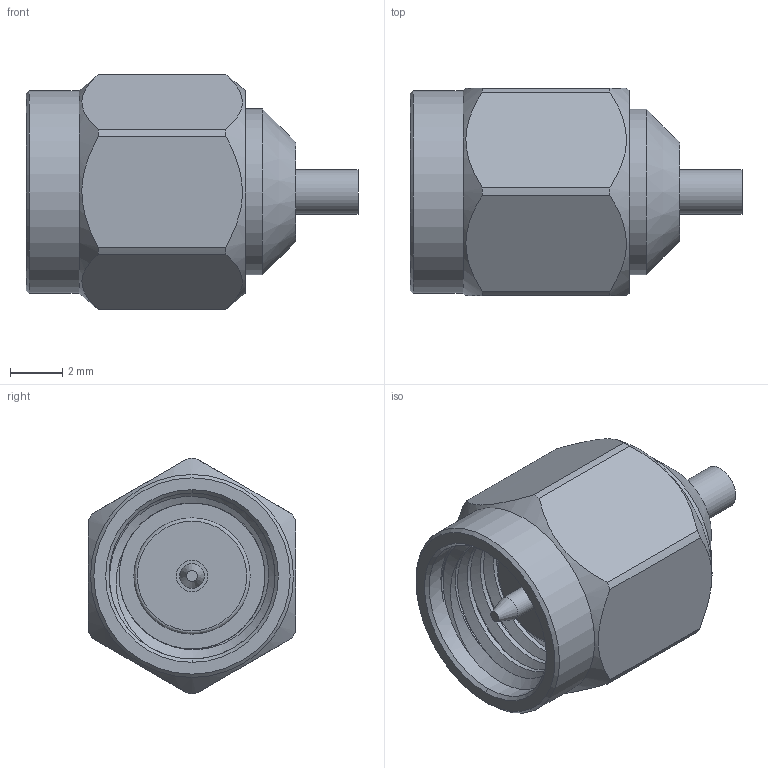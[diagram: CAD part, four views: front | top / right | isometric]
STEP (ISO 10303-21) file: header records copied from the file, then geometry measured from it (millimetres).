
FILE_DESCRIPTION (( 'STEP AP203' ), '1' );
FILE_NAME ('SMC034_3D.step', '2020-08-13T20:35:45', ( '' ), ( '' ), 'SwSTEP 2.0', 'SolidWorks 2018', '' );
FILE_SCHEMA (( 'CONFIG_CONTROL_DESIGN' ));
Length unit declared in the file: inch
Products named in the file (1): SMC034_3D
Bounding box: 12.7 x 7.94 x 8.99 mm (x, y, z)
Volume: 381.6 mm3; surface area: 538.1 mm2
Topology: 1 solids, 1 shells, 48 faces, 125 edges, 86 vertices
Faces by surface type: cylinder 20, plane 15, cone 9, bspline 4
Full cylindrical faces by diameter (mm): 0.94 x2, 1.194 x1, 1.702 x1, 4.445 x1, 6.35 x7, 7.762 x1
Entity records: 3389 total; most frequent: CARTESIAN_POINT 2373, ORIENTED_EDGE 202, DIRECTION 166, EDGE_CURVE 101, VERTEX_POINT 83, AXIS2_PLACEMENT_3D 76, EDGE_LOOP 64, FACE_OUTER_BOUND 51
